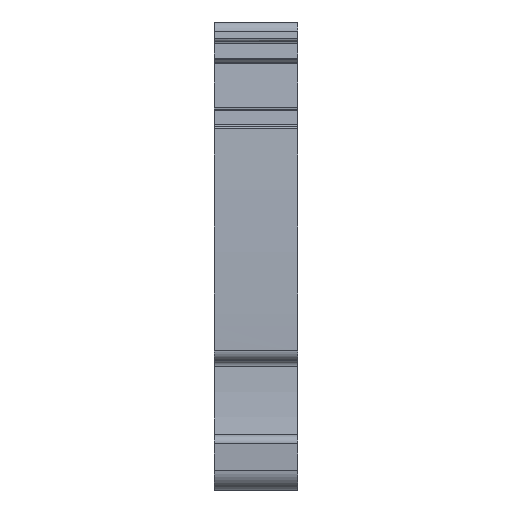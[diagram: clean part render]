
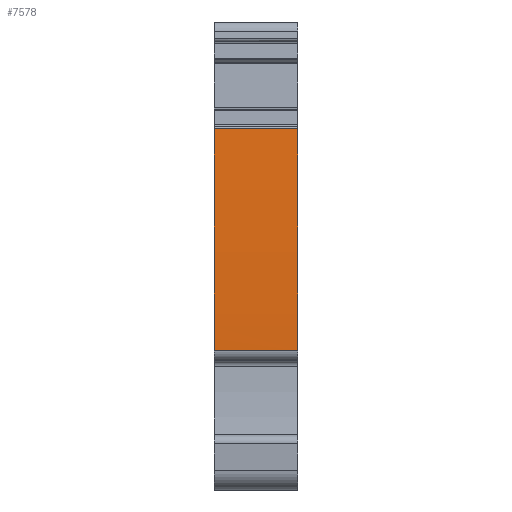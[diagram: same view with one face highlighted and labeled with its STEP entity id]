
A CAD part, front view. The second image highlights one B-rep face of the part: STEP entity #7578.
In plain terms, the highlighted cylindrical face has radius 250 mm (diameter 500 mm), a partial arc.
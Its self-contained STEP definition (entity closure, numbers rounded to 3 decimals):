
#2009=AXIS2_PLACEMENT_3D('Circle Axis2P3D',#2007,#2008,$) ;
#2016=AXIS2_PLACEMENT_3D('Circle Axis2P3D',#2014,#2015,$) ;
#6668=AXIS2_PLACEMENT_3D('Cylinder Axis2P3D',#6665,#6666,#6667) ;
#7559=AXIS2_PLACEMENT_3D('Circle Axis2P3D',#7557,#7558,$) ;
#7566=AXIS2_PLACEMENT_3D('Circle Axis2P3D',#7564,#7565,$) ;
#2004=CARTESIAN_POINT('Vertex',(0.,1.529,13.45)) ;
#2007=CARTESIAN_POINT('Axis2P3D Location',(0.,251.503,17.05)) ;
#2011=CARTESIAN_POINT('Vertex',(0.,1.503,16.95)) ;
#2014=CARTESIAN_POINT('Axis2P3D Location',(0.,251.503,17.05)) ;
#2018=CARTESIAN_POINT('Vertex',(0.,2.138,34.861)) ;
#6665=CARTESIAN_POINT('Axis2P3D Location',(4.05,251.503,17.05)) ;
#7523=CARTESIAN_POINT('Line Origine',(4.05,2.138,34.861)) ;
#7527=CARTESIAN_POINT('Vertex',(8.1,2.138,34.861)) ;
#7543=CARTESIAN_POINT('Line Origine',(4.05,1.529,13.45)) ;
#7547=CARTESIAN_POINT('Vertex',(8.05,1.529,13.45)) ;
#7550=CARTESIAN_POINT('Line Origine',(4.05,1.529,13.45)) ;
#7554=CARTESIAN_POINT('Vertex',(8.1,1.529,13.45)) ;
#7557=CARTESIAN_POINT('Axis2P3D Location',(8.1,251.503,17.05)) ;
#7561=CARTESIAN_POINT('Vertex',(8.1,1.503,16.95)) ;
#7564=CARTESIAN_POINT('Axis2P3D Location',(8.1,251.503,17.05)) ;
#2008=DIRECTION('Axis2P3D Direction',(1.,0.,0.)) ;
#2015=DIRECTION('Axis2P3D Direction',(1.,0.,0.)) ;
#6666=DIRECTION('Axis2P3D Direction',(1.,0.,0.)) ;
#6667=DIRECTION('Axis2P3D XDirection',(0.,-0.994,0.109)) ;
#7524=DIRECTION('Vector Direction',(1.,0.,0.)) ;
#7544=DIRECTION('Vector Direction',(1.,0.,0.)) ;
#7551=DIRECTION('Vector Direction',(1.,0.,0.)) ;
#7558=DIRECTION('Axis2P3D Direction',(1.,0.,0.)) ;
#7565=DIRECTION('Axis2P3D Direction',(1.,0.,0.)) ;
#7525=VECTOR('Line Direction',#7524,1.) ;
#7545=VECTOR('Line Direction',#7544,1.) ;
#7552=VECTOR('Line Direction',#7551,1.) ;
#7570=ORIENTED_EDGE('',*,*,#7529,.T.) ;
#7571=ORIENTED_EDGE('',*,*,#2020,.T.) ;
#7572=ORIENTED_EDGE('',*,*,#2013,.T.) ;
#7573=ORIENTED_EDGE('',*,*,#7549,.F.) ;
#7574=ORIENTED_EDGE('',*,*,#7556,.F.) ;
#7575=ORIENTED_EDGE('',*,*,#7563,.F.) ;
#7576=ORIENTED_EDGE('',*,*,#7568,.F.) ;
#7578=ADVANCED_FACE('MLD_1',(#7577),#6669,.T.) ;
#2010=CIRCLE('generated circle',#2009,250.) ;
#2017=CIRCLE('generated circle',#2016,250.) ;
#7560=CIRCLE('generated circle',#7559,250.) ;
#7567=CIRCLE('generated circle',#7566,250.) ;
#6669=CYLINDRICAL_SURFACE('generated cylinder',#6668,250.) ;
#2013=EDGE_CURVE('',#2012,#2005,#2010,.T.) ;
#2020=EDGE_CURVE('',#2019,#2012,#2017,.T.) ;
#7529=EDGE_CURVE('',#7528,#2019,#7526,.F.) ;
#7549=EDGE_CURVE('',#7548,#2005,#7546,.F.) ;
#7556=EDGE_CURVE('',#7555,#7548,#7553,.F.) ;
#7563=EDGE_CURVE('',#7562,#7555,#7560,.T.) ;
#7568=EDGE_CURVE('',#7528,#7562,#7567,.T.) ;
#7569=EDGE_LOOP('',(#7570,#7571,#7572,#7573,#7574,#7575,#7576)) ;
#7577=FACE_OUTER_BOUND('',#7569,.T.) ;
#7526=LINE('Line',#7523,#7525) ;
#7546=LINE('Line',#7543,#7545) ;
#7553=LINE('Line',#7550,#7552) ;
#2005=VERTEX_POINT('',#2004) ;
#2012=VERTEX_POINT('',#2011) ;
#2019=VERTEX_POINT('',#2018) ;
#7528=VERTEX_POINT('',#7527) ;
#7548=VERTEX_POINT('',#7547) ;
#7555=VERTEX_POINT('',#7554) ;
#7562=VERTEX_POINT('',#7561) ;
